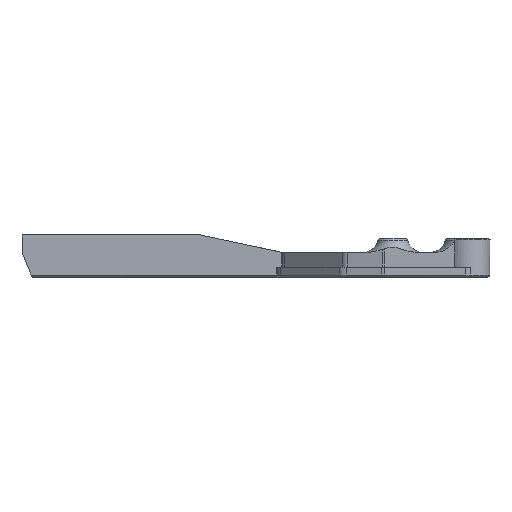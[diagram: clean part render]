
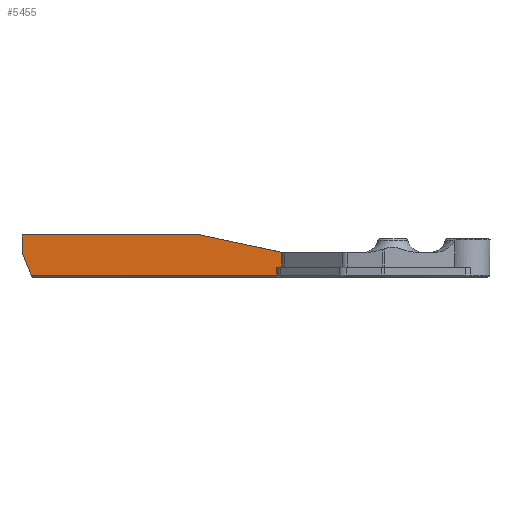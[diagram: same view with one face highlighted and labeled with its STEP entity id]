
A CAD part, left-side view. The second image highlights one B-rep face of the part: STEP entity #5455.
In plain terms, the highlighted planar face has unit normal (-1, 0, 0).
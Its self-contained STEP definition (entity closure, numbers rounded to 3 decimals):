
#976=FACE_OUTER_BOUND('',#1295,.T.);
#1295=EDGE_LOOP('',(#4992,#4993,#4994,#4995,#4996,#4997,#4998,#4999));
#1525=LINE('',#10402,#1906);
#1571=LINE('',#10523,#1952);
#1576=LINE('',#10531,#1957);
#1667=LINE('',#10875,#2048);
#1669=LINE('',#10883,#2050);
#1670=LINE('',#10885,#2051);
#1671=LINE('',#10887,#2052);
#1672=LINE('',#10888,#2053);
#1906=VECTOR('',#6570,10.);
#1952=VECTOR('',#6702,10.);
#1957=VECTOR('',#6709,10.);
#2048=VECTOR('',#7030,10.);
#2050=VECTOR('',#7040,10.);
#2051=VECTOR('',#7041,10.);
#2052=VECTOR('',#7042,10.);
#2053=VECTOR('',#7043,10.);
#2471=VERTEX_POINT('',#10394);
#2473=VERTEX_POINT('',#10400);
#2504=VERTEX_POINT('',#10520);
#2505=VERTEX_POINT('',#10522);
#2597=VERTEX_POINT('',#10874);
#2599=VERTEX_POINT('',#10882);
#2600=VERTEX_POINT('',#10884);
#2601=VERTEX_POINT('',#10886);
#3191=EDGE_CURVE('',#2471,#2473,#1525,.T.);
#3252=EDGE_CURVE('',#2504,#2505,#1571,.T.);
#3257=EDGE_CURVE('',#2505,#2473,#1576,.T.);
#3404=EDGE_CURVE('',#2471,#2597,#1667,.T.);
#3408=EDGE_CURVE('',#2599,#2504,#1669,.T.);
#3409=EDGE_CURVE('',#2600,#2599,#1670,.T.);
#3410=EDGE_CURVE('',#2601,#2600,#1671,.T.);
#3411=EDGE_CURVE('',#2601,#2597,#1672,.T.);
#4992=ORIENTED_EDGE('',*,*,#3408,.F.);
#4993=ORIENTED_EDGE('',*,*,#3409,.F.);
#4994=ORIENTED_EDGE('',*,*,#3410,.F.);
#4995=ORIENTED_EDGE('',*,*,#3411,.T.);
#4996=ORIENTED_EDGE('',*,*,#3404,.F.);
#4997=ORIENTED_EDGE('',*,*,#3191,.T.);
#4998=ORIENTED_EDGE('',*,*,#3257,.F.);
#4999=ORIENTED_EDGE('',*,*,#3252,.F.);
#5168=PLANE('',#5875);
#5455=ADVANCED_FACE('',(#976),#5168,.T.);
#5875=AXIS2_PLACEMENT_3D('',#10881,#7038,#7039);
#6570=DIRECTION('',(0.,0.,1.));
#6702=DIRECTION('',(0.,0.,-1.));
#6709=DIRECTION('',(0.,1.,0.));
#7030=DIRECTION('',(0.,1.,0.));
#7038=DIRECTION('center_axis',(-1.,0.,0.));
#7039=DIRECTION('ref_axis',(0.,-1.,0.));
#7040=DIRECTION('',(0.,-0.978,-0.208));
#7041=DIRECTION('',(0.,-1.,0.));
#7042=DIRECTION('',(0.,0.,1.));
#7043=DIRECTION('',(0.,-0.371,-0.928));
#10394=CARTESIAN_POINT('',(-5.208,22.719,-3.339));
#10400=CARTESIAN_POINT('',(-5.208,22.719,-1.739));
#10402=CARTESIAN_POINT('',(-5.208,22.719,-1.614));
#10520=CARTESIAN_POINT('',(-5.208,21.719,1.261));
#10522=CARTESIAN_POINT('',(-5.208,21.719,-1.739));
#10523=CARTESIAN_POINT('',(-5.208,21.719,-2.739));
#10531=CARTESIAN_POINT('',(-5.208,37.653,-1.739));
#10874=CARTESIAN_POINT('',(-5.208,72.309,-3.339));
#10875=CARTESIAN_POINT('',(-5.208,37.653,-3.339));
#10881=CARTESIAN_POINT('Origin',(-5.208,74.149,-3.739));
#10882=CARTESIAN_POINT('',(-5.208,38.149,4.761));
#10883=CARTESIAN_POINT('',(-5.208,34.436,3.97));
#10884=CARTESIAN_POINT('',(-5.208,74.149,4.761));
#10885=CARTESIAN_POINT('',(-5.208,43.042,4.761));
#10886=CARTESIAN_POINT('',(-5.208,74.149,1.261));
#10887=CARTESIAN_POINT('',(-5.208,74.149,-3.739));
#10888=CARTESIAN_POINT('',(-5.208,72.287,-3.395));
